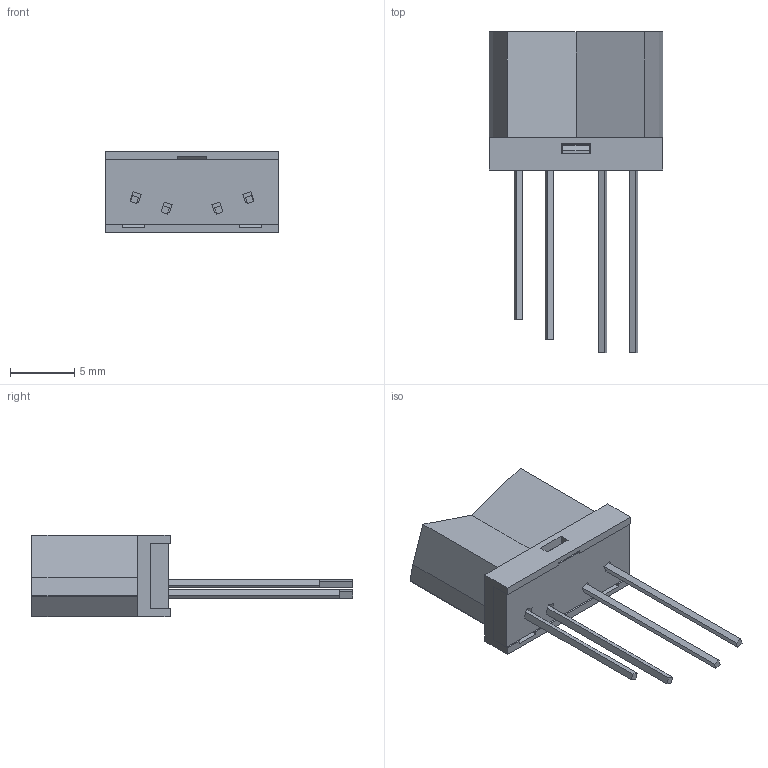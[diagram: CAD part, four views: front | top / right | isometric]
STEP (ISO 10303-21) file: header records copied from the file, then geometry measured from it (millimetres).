
FILE_DESCRIPTION (( 'STEP AP214' ), '1' );
FILE_NAME ('OPB750N_STP.STEP', '2022-10-20T19:44:55', ( '' ), ( '' ), 'SwSTEP 2.0', 'SolidWorks 2020', '' );
FILE_SCHEMA (( 'AUTOMOTIVE_DESIGN' ));
Length unit declared in the file: inch
Products named in the file (4): C450-321-001-1; OPB750N_LEADS; OPB750N_STP; C450-320-001(N)
Assembly tree (3 placements, depth 2):
  OPB750N_STP
    C450-320-001(N)
    C450-321-001-1
    OPB750N_LEADS
Bounding box: 13.59 x 25.12 x 6.35 mm (x, y, z)
Volume: 438.8 mm3; surface area: 1248.5 mm2
Topology: 6 solids, 6 shells, 186 faces, 521 edges, 346 vertices
Faces by surface type: plane 171, bspline 15
Entity records: 6726 total; most frequent: CARTESIAN_POINT 1802, ORIENTED_EDGE 1042, DIRECTION 845, EDGE_CURVE 521, VECTOR 491, LINE 491, VERTEX_POINT 346, EDGE_LOOP 199
